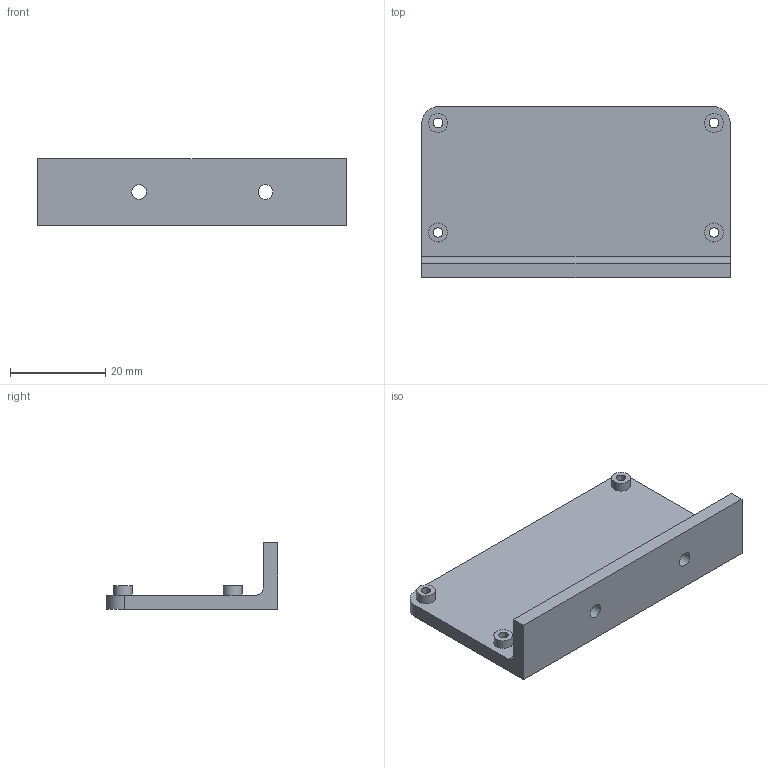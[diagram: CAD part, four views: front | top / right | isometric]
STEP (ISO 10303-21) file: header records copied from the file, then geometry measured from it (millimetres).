
FILE_DESCRIPTION(/* description */ (''),/* implementation_level */ '2;1');
FILE_NAME(/* name */ 'Pi Zero Mount v5.step',/* time_stamp */ '2020-08-16T12:35:04-04:00',/* author */ (''),/* organization */ (''),/* preprocessor_version */ 'ST-DEVELOPER v18.1',/* originating_system */ 'Autodesk Translation Framework v9.3.0.1241',/* authorisation */ '');
FILE_SCHEMA (('AUTOMOTIVE_DESIGN { 1 0 10303 214 3 1 1 }'));
Length unit declared in the file: millimetre
Products named in the file (1): Pi Zero Mount
Bounding box: 65 x 36 x 14 mm (x, y, z)
Volume: 9170.7 mm3; surface area: 6948.7 mm2
Topology: 1 solids, 1 shells, 25 faces, 57 edges, 38 vertices
Faces by surface type: cylinder 13, plane 12
Full cylindrical faces by diameter (mm): 2 x4, 3.1 x2, 4 x4
Entity records: 763 total; most frequent: DIRECTION 135, CARTESIAN_POINT 121, ORIENTED_EDGE 114, EDGE_CURVE 57, AXIS2_PLACEMENT_3D 52, EDGE_LOOP 41, VERTEX_POINT 38, LINE 31
